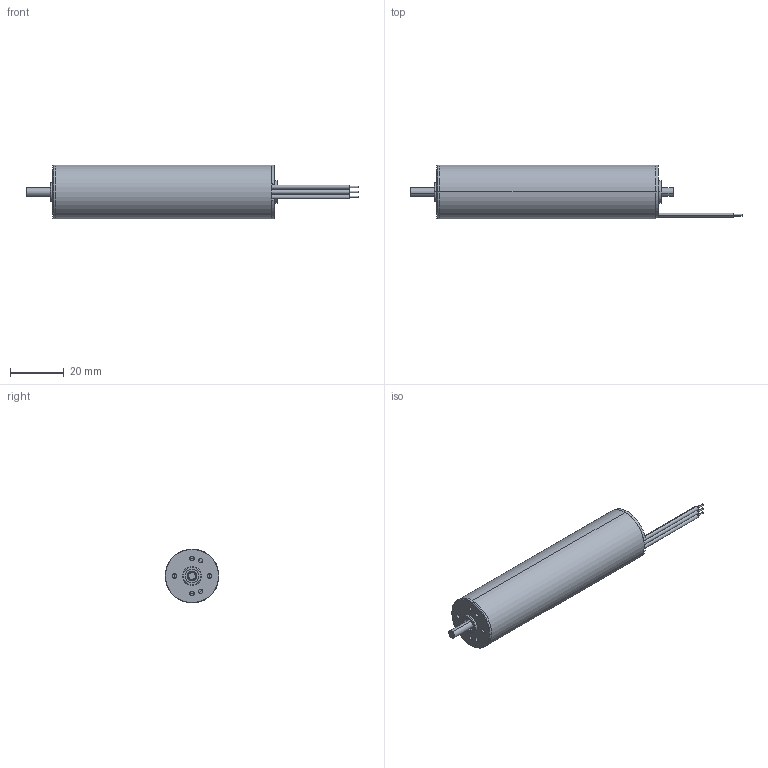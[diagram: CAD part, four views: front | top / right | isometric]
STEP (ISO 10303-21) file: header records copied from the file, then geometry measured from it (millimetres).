
FILE_DESCRIPTION (( 'STEP AP214' ), '1' );
FILE_NAME ('252008201.STEP', '2025-07-11T01:35:05', ( 'China' ), ( 'Microsoft' ), 'SwSTEP 2.0', 'SolidWorks 2025', '' );
FILE_SCHEMA (( 'AUTOMOTIVE_DESIGN' ));
Length unit declared in the file: millimetre
Products named in the file (1): 252008201
Bounding box: 123 x 20 x 20 mm (x, y, z)
Volume: 23183.8 mm3; surface area: 82492.9 mm2
Topology: 359 solids, 359 shells, 2304 faces, 4643 edges, 3078 vertices
Faces by surface type: cylinder 1496, plane 753, torus 34, cone 21
Entity records: 66357 total; most frequent: DIRECTION 12326, CARTESIAN_POINT 10052, ORIENTED_EDGE 9286, AXIS2_PLACEMENT_3D 5384, EDGE_CURVE 4643, CIRCLE 3079, VERTEX_POINT 3078, EDGE_LOOP 3049
